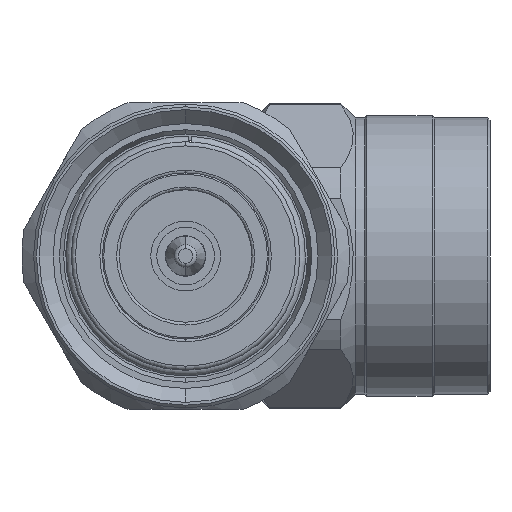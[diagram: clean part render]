
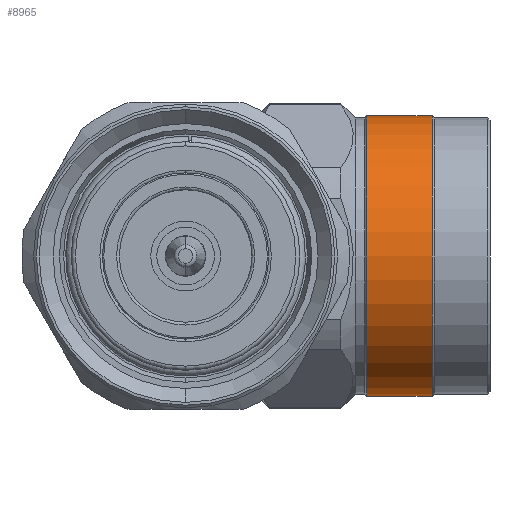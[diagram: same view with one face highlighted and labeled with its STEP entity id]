
A CAD part, left-side view. The second image highlights one B-rep face of the part: STEP entity #8965.
In plain terms, the highlighted cylindrical face has radius 10.05 mm (diameter 20.1 mm), a partial arc.
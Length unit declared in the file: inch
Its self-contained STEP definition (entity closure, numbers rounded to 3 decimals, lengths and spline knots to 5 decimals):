
#329 = CYLINDRICAL_SURFACE ( 'NONE', #12204, 0.39567 ) ;
#767 = DIRECTION ( 'NONE',  ( 0., -1., 0. ) ) ;
#892 = VERTEX_POINT ( 'NONE', #5535 ) ;
#1479 = CARTESIAN_POINT ( 'NONE',  ( 0., -0.34843, 0. ) ) ;
#1933 = DIRECTION ( 'NONE',  ( 0., -1., 0. ) ) ;
#2474 = FACE_OUTER_BOUND ( 'NONE', #12443, .T. ) ;
#2819 = CARTESIAN_POINT ( 'NONE',  ( 0., -0.16339, 0.39567 ) ) ;
#2908 = CARTESIAN_POINT ( 'NONE',  ( 0., -1.42023, 0.39567 ) ) ;
#3294 = CIRCLE ( 'NONE', #12016, 0.39567 ) ;
#3374 = DIRECTION ( 'NONE',  ( 0., 0., -1. ) ) ;
#3544 = AXIS2_PLACEMENT_3D ( 'NONE', #1479, #9426, #5449 ) ;
#3873 = CARTESIAN_POINT ( 'NONE',  ( 0., -0.16339, 0. ) ) ;
#4279 = VECTOR ( 'NONE', #12166, 39.37008 ) ;
#4379 = LINE ( 'NONE', #6083, #4279 ) ;
#4666 = EDGE_CURVE ( 'NONE', #11548, #892, #12246, .T. ) ;
#5449 = DIRECTION ( 'NONE',  ( 0., 0., -1. ) ) ;
#5535 = CARTESIAN_POINT ( 'NONE',  ( 0., -0.34843, 0.39567 ) ) ;
#5559 = CARTESIAN_POINT ( 'NONE',  ( 0., -0.34843, -0.39567 ) ) ;
#6082 = VERTEX_POINT ( 'NONE', #11615 ) ;
#6083 = CARTESIAN_POINT ( 'NONE',  ( 0., -1.42023, -0.39567 ) ) ;
#6435 = VERTEX_POINT ( 'NONE', #2819 ) ;
#6935 = DIRECTION ( 'NONE',  ( 0., 1., 0. ) ) ;
#7171 = ORIENTED_EDGE ( 'NONE', *, *, #7462, .T. ) ;
#7221 = ORIENTED_EDGE ( 'NONE', *, *, #9136, .F. ) ;
#7330 = EDGE_CURVE ( 'NONE', #6435, #892, #9768, .T. ) ;
#7462 = EDGE_CURVE ( 'NONE', #6082, #11548, #4379, .T. ) ;
#8009 = VECTOR ( 'NONE', #1933, 39.37008 ) ;
#8965 = ADVANCED_FACE ( 'NONE', ( #2474 ), #329, .T. ) ;
#9136 = EDGE_CURVE ( 'NONE', #6082, #6435, #3294, .T. ) ;
#9426 = DIRECTION ( 'NONE',  ( 0., 1., 0. ) ) ;
#9768 = LINE ( 'NONE', #2908, #8009 ) ;
#9827 = DIRECTION ( 'NONE',  ( 0., 0., -1. ) ) ;
#10194 = ORIENTED_EDGE ( 'NONE', *, *, #4666, .T. ) ;
#11548 = VERTEX_POINT ( 'NONE', #5559 ) ;
#11615 = CARTESIAN_POINT ( 'NONE',  ( 0., -0.16339, -0.39567 ) ) ;
#12016 = AXIS2_PLACEMENT_3D ( 'NONE', #3873, #6935, #9827 ) ;
#12166 = DIRECTION ( 'NONE',  ( 0., -1., 0. ) ) ;
#12204 = AXIS2_PLACEMENT_3D ( 'NONE', #12398, #767, #3374 ) ;
#12246 = CIRCLE ( 'NONE', #3544, 0.39567 ) ;
#12398 = CARTESIAN_POINT ( 'NONE',  ( 0., -1.42023, 0. ) ) ;
#12443 = EDGE_LOOP ( 'NONE', ( #12730, #7221, #7171, #10194 ) ) ;
#12730 = ORIENTED_EDGE ( 'NONE', *, *, #7330, .F. ) ;
